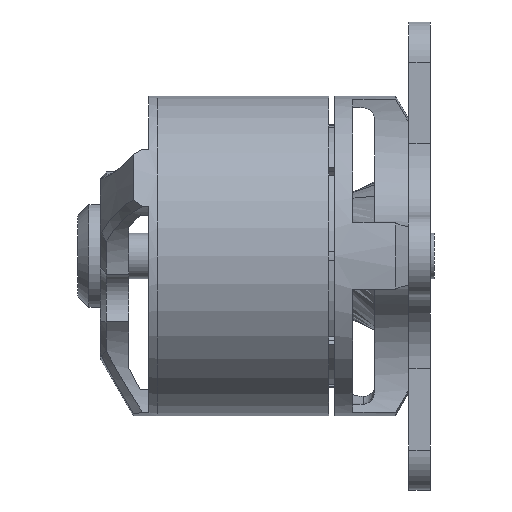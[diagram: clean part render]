
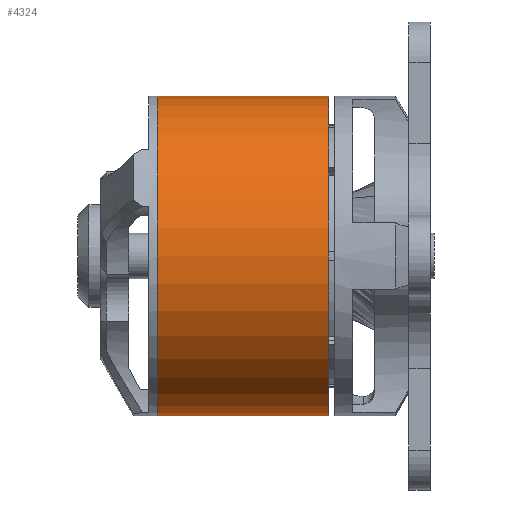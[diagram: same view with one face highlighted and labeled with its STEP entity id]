
A CAD part, left-side view. The second image highlights one B-rep face of the part: STEP entity #4324.
In plain terms, the highlighted cylindrical face has radius 14 mm (diameter 28 mm), a partial arc.
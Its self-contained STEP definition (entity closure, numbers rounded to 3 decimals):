
#163 = ORIENTED_EDGE ( 'NONE', *, *, #5103, .T. ) ;
#173 = DIRECTION ( 'NONE',  ( 0., 0., -1. ) ) ;
#237 = DIRECTION ( 'NONE',  ( 0., 1., 0. ) ) ;
#344 = DIRECTION ( 'NONE',  ( 0., 1., 0. ) ) ;
#379 = CARTESIAN_POINT ( 'NONE',  ( 0., 0., 0. ) ) ;
#986 = AXIS2_PLACEMENT_3D ( 'NONE', #5891, #1341, #8935 ) ;
#1018 = ORIENTED_EDGE ( 'NONE', *, *, #4843, .T. ) ;
#1113 = VERTEX_POINT ( 'NONE', #9062 ) ;
#1341 = DIRECTION ( 'NONE',  ( 0., 1., 0. ) ) ;
#1810 = CARTESIAN_POINT ( 'NONE',  ( 0., 0., 14. ) ) ;
#1847 = CARTESIAN_POINT ( 'NONE',  ( 0., -15., 0. ) ) ;
#2065 = CARTESIAN_POINT ( 'NONE',  ( 0., 0., -14. ) ) ;
#2120 = LINE ( 'NONE', #8566, #6781 ) ;
#2807 = CIRCLE ( 'NONE', #8342, 14. ) ;
#3305 = CARTESIAN_POINT ( 'NONE',  ( 0., -15., -14. ) ) ;
#4194 = ORIENTED_EDGE ( 'NONE', *, *, #7183, .F. ) ;
#4324 = ADVANCED_FACE ( 'NONE', ( #5847 ), #7486, .T. ) ;
#4598 = DIRECTION ( 'NONE',  ( 0., -1., 0. ) ) ;
#4843 = EDGE_CURVE ( 'NONE', #1113, #8263, #2120, .T. ) ;
#5103 = EDGE_CURVE ( 'NONE', #8263, #7545, #2807, .T. ) ;
#5328 = CIRCLE ( 'NONE', #5561, 14. ) ;
#5561 = AXIS2_PLACEMENT_3D ( 'NONE', #1847, #4598, #173 ) ;
#5847 = FACE_OUTER_BOUND ( 'NONE', #7361, .T. ) ;
#5891 = CARTESIAN_POINT ( 'NONE',  ( 0., -15., 0. ) ) ;
#6551 = EDGE_CURVE ( 'NONE', #8892, #7545, #6862, .T. ) ;
#6781 = VECTOR ( 'NONE', #237, 1000. ) ;
#6862 = LINE ( 'NONE', #3305, #7694 ) ;
#7183 = EDGE_CURVE ( 'NONE', #1113, #8892, #5328, .T. ) ;
#7361 = EDGE_LOOP ( 'NONE', ( #8946, #4194, #1018, #163 ) ) ;
#7486 = CYLINDRICAL_SURFACE ( 'NONE', #986, 14. ) ;
#7545 = VERTEX_POINT ( 'NONE', #2065 ) ;
#7694 = VECTOR ( 'NONE', #344, 1000. ) ;
#7899 = DIRECTION ( 'NONE',  ( 0., -1., 0. ) ) ;
#8263 = VERTEX_POINT ( 'NONE', #1810 ) ;
#8342 = AXIS2_PLACEMENT_3D ( 'NONE', #379, #7899, #8662 ) ;
#8566 = CARTESIAN_POINT ( 'NONE',  ( 0., -15., 14. ) ) ;
#8662 = DIRECTION ( 'NONE',  ( 0., 0., -1. ) ) ;
#8735 = CARTESIAN_POINT ( 'NONE',  ( 0., -15., -14. ) ) ;
#8892 = VERTEX_POINT ( 'NONE', #8735 ) ;
#8935 = DIRECTION ( 'NONE',  ( 0., 0., 1. ) ) ;
#8946 = ORIENTED_EDGE ( 'NONE', *, *, #6551, .F. ) ;
#9062 = CARTESIAN_POINT ( 'NONE',  ( 0., -15., 14. ) ) ;
